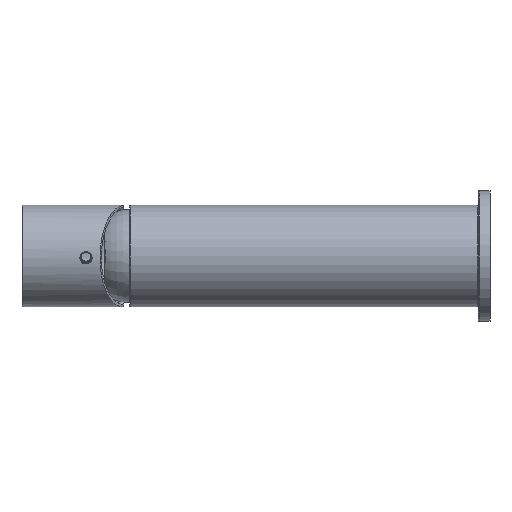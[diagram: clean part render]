
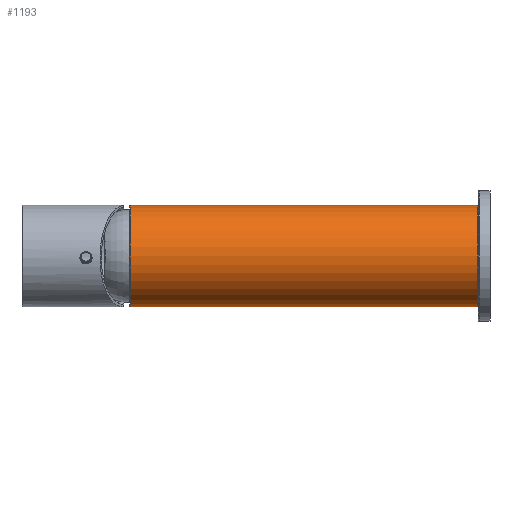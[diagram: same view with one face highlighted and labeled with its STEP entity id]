
A CAD part, left-side view. The second image highlights one B-rep face of the part: STEP entity #1193.
In plain terms, the highlighted cylindrical face has radius 17.5 mm (diameter 35 mm), a partial arc.
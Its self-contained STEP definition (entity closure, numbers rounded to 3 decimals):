
#89 = ORIENTED_EDGE ( 'NONE', *, *, #980, .T. ) ;
#451 = VECTOR ( 'NONE', #14519, 1000. ) ;
#696 = ORIENTED_EDGE ( 'NONE', *, *, #3501, .F. ) ;
#911 = LINE ( 'NONE', #12474, #451 ) ;
#980 = EDGE_CURVE ( 'NONE', #10041, #8639, #3890, .T. ) ;
#1193 = ADVANCED_FACE ( 'NONE', ( #10466 ), #10531, .T. ) ;
#2871 = AXIS2_PLACEMENT_3D ( 'NONE', #3653, #10380, #13990 ) ;
#3163 = CARTESIAN_POINT ( 'NONE',  ( 0., 0.3, 17.5 ) ) ;
#3254 = CARTESIAN_POINT ( 'NONE',  ( 0., 119.7, -17.5 ) ) ;
#3501 = EDGE_CURVE ( 'NONE', #10041, #9016, #911, .T. ) ;
#3653 = CARTESIAN_POINT ( 'NONE',  ( 0., 120., 0. ) ) ;
#3782 = CARTESIAN_POINT ( 'NONE',  ( 0., 119.7, 0. ) ) ;
#3890 = CIRCLE ( 'NONE', #12804, 17.5 ) ;
#4323 = CARTESIAN_POINT ( 'NONE',  ( 0., 0.3, -17.5 ) ) ;
#4673 = EDGE_LOOP ( 'NONE', ( #696, #89, #10588, #14587 ) ) ;
#4882 = LINE ( 'NONE', #14025, #5581 ) ;
#5581 = VECTOR ( 'NONE', #11541, 1000. ) ;
#6241 = DIRECTION ( 'NONE',  ( 0., -1., 0. ) ) ;
#6404 = CARTESIAN_POINT ( 'NONE',  ( 0., 0.3, 0. ) ) ;
#6562 = VERTEX_POINT ( 'NONE', #4323 ) ;
#6568 = CARTESIAN_POINT ( 'NONE',  ( 0., 119.7, 17.5 ) ) ;
#7843 = DIRECTION ( 'NONE',  ( 0., 0., 1. ) ) ;
#8600 = EDGE_CURVE ( 'NONE', #6562, #9016, #13317, .T. ) ;
#8639 = VERTEX_POINT ( 'NONE', #3254 ) ;
#9016 = VERTEX_POINT ( 'NONE', #3163 ) ;
#9071 = DIRECTION ( 'NONE',  ( 0., 1., 0. ) ) ;
#9601 = DIRECTION ( 'NONE',  ( 0., 0., 1. ) ) ;
#9715 = AXIS2_PLACEMENT_3D ( 'NONE', #6404, #9071, #7843 ) ;
#10041 = VERTEX_POINT ( 'NONE', #6568 ) ;
#10380 = DIRECTION ( 'NONE',  ( 0., -1., 0. ) ) ;
#10466 = FACE_OUTER_BOUND ( 'NONE', #4673, .T. ) ;
#10531 = CYLINDRICAL_SURFACE ( 'NONE', #2871, 17.5 ) ;
#10588 = ORIENTED_EDGE ( 'NONE', *, *, #11093, .T. ) ;
#11093 = EDGE_CURVE ( 'NONE', #8639, #6562, #4882, .T. ) ;
#11541 = DIRECTION ( 'NONE',  ( 0., -1., 0. ) ) ;
#12474 = CARTESIAN_POINT ( 'NONE',  ( 0., 120., 17.5 ) ) ;
#12804 = AXIS2_PLACEMENT_3D ( 'NONE', #3782, #6241, #9601 ) ;
#13317 = CIRCLE ( 'NONE', #9715, 17.5 ) ;
#13990 = DIRECTION ( 'NONE',  ( 0., 0., -1. ) ) ;
#14025 = CARTESIAN_POINT ( 'NONE',  ( 0., 120., -17.5 ) ) ;
#14519 = DIRECTION ( 'NONE',  ( 0., -1., 0. ) ) ;
#14587 = ORIENTED_EDGE ( 'NONE', *, *, #8600, .T. ) ;
